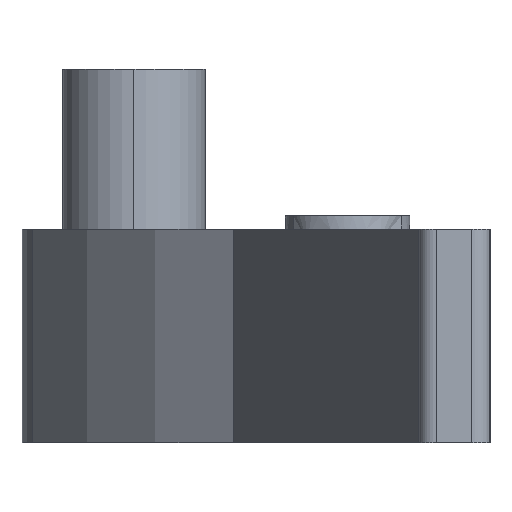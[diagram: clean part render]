
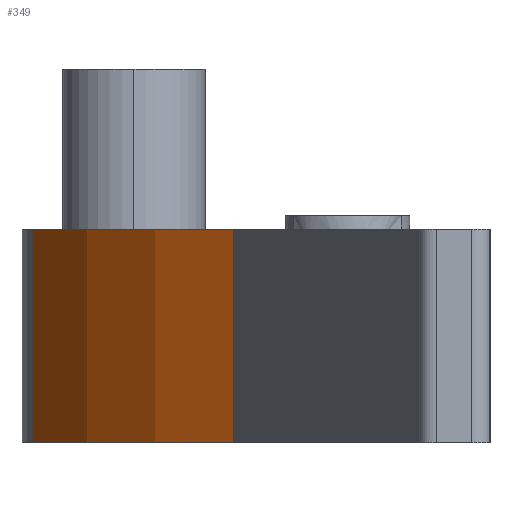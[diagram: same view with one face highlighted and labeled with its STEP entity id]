
A CAD part, left-side view. The second image highlights one B-rep face of the part: STEP entity #349.
In plain terms, the highlighted free-form (B-spline) face has degree [5, 1] with [6, 2] control points.
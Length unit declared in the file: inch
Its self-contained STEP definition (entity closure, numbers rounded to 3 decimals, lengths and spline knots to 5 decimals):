
#77=CARTESIAN_POINT('Vertex',(1.,-0.20005,0.75)) ;
#82=CARTESIAN_POINT('Line Origine',(1.,-0.20005,0.)) ;
#86=CARTESIAN_POINT('Vertex',(1.,-0.20005,-0.75)) ;
#293=CARTESIAN_POINT('Vertex',(2.53561,1.21347,-0.75)) ;
#297=CARTESIAN_POINT('Control Point',(2.53561,1.21347,0.75)) ;
#298=CARTESIAN_POINT('Control Point',(2.53561,1.21347,-0.75)) ;
#299=CARTESIAN_POINT('Vertex',(2.53561,1.21347,0.75)) ;
#315=CARTESIAN_POINT('Control Point',(2.53561,1.21347,-0.75)) ;
#316=CARTESIAN_POINT('Control Point',(2.53561,1.21347,0.75)) ;
#317=CARTESIAN_POINT('Control Point',(2.16584,1.01669,-0.75)) ;
#318=CARTESIAN_POINT('Control Point',(2.16584,1.01669,0.75)) ;
#319=CARTESIAN_POINT('Control Point',(1.81559,0.77031,-0.75)) ;
#320=CARTESIAN_POINT('Control Point',(1.81559,0.77031,0.75)) ;
#321=CARTESIAN_POINT('Control Point',(1.49817,0.47757,-0.75)) ;
#322=CARTESIAN_POINT('Control Point',(1.49817,0.47757,0.75)) ;
#323=CARTESIAN_POINT('Control Point',(1.22512,0.14977,-0.75)) ;
#324=CARTESIAN_POINT('Control Point',(1.22512,0.14977,0.75)) ;
#325=CARTESIAN_POINT('Control Point',(1.,-0.20005,-0.75)) ;
#326=CARTESIAN_POINT('Control Point',(1.,-0.20005,0.75)) ;
#328=CARTESIAN_POINT('Control Point',(2.53561,1.21347,-0.75)) ;
#329=CARTESIAN_POINT('Control Point',(2.16151,1.01438,-0.75)) ;
#330=CARTESIAN_POINT('Control Point',(1.81429,0.76854,-0.75)) ;
#331=CARTESIAN_POINT('Control Point',(1.50125,0.48008,-0.75)) ;
#332=CARTESIAN_POINT('Control Point',(1.22837,0.15483,-0.75)) ;
#333=CARTESIAN_POINT('Control Point',(1.,-0.20005,-0.75)) ;
#336=CARTESIAN_POINT('Control Point',(2.53561,1.21347,0.75)) ;
#337=CARTESIAN_POINT('Control Point',(2.16151,1.01438,0.75)) ;
#338=CARTESIAN_POINT('Control Point',(1.81429,0.76854,0.75)) ;
#339=CARTESIAN_POINT('Control Point',(1.50125,0.48008,0.75)) ;
#340=CARTESIAN_POINT('Control Point',(1.22837,0.15483,0.75)) ;
#341=CARTESIAN_POINT('Control Point',(1.,-0.20005,0.75)) ;
#83=DIRECTION('Vector Direction',(0.,0.,0.039)) ;
#344=ORIENTED_EDGE('',*,*,#301,.T.) ;
#345=ORIENTED_EDGE('',*,*,#334,.T.) ;
#346=ORIENTED_EDGE('',*,*,#88,.T.) ;
#347=ORIENTED_EDGE('',*,*,#342,.F.) ;
#84=VECTOR('Line Direction',#83,0.03937) ;
#349=ADVANCED_FACE('420A STEEL TECH',(#348),#314,.T.) ;
#314=B_SPLINE_SURFACE_WITH_KNOTS('',5,1,((#315,#316),(#317,#318),(#319,#320),(#321,#322),(#323,#324),(#325,#326)),.UNSPECIFIED.,.F.,.F.,.U.,(6,6),(2,2),(49.95788,110.2981),(0.1,38.2),.UNSPECIFIED.) ;
#88=EDGE_CURVE('',#87,#78,#85,.T.) ;
#301=EDGE_CURVE('',#300,#294,#296,.T.) ;
#334=EDGE_CURVE('',#294,#87,#327,.T.) ;
#342=EDGE_CURVE('',#300,#78,#335,.T.) ;
#343=EDGE_LOOP('',(#344,#345,#346,#347)) ;
#348=FACE_OUTER_BOUND('',#343,.T.) ;
#85=LINE('Line',#82,#84) ;
#78=VERTEX_POINT('',#77) ;
#87=VERTEX_POINT('',#86) ;
#294=VERTEX_POINT('',#293) ;
#300=VERTEX_POINT('',#299) ;
#296=(BOUNDED_CURVE()B_SPLINE_CURVE(1,(#297,#298),.UNSPECIFIED.,.F.,.U.)B_SPLINE_CURVE_WITH_KNOTS((2,2),(-1.9,36.2),.UNSPECIFIED.)CURVE()GEOMETRIC_REPRESENTATION_ITEM()RATIONAL_B_SPLINE_CURVE((0.882,0.882))REPRESENTATION_ITEM('')) ;
#327=(BOUNDED_CURVE()B_SPLINE_CURVE(5,(#328,#329,#330,#331,#332,#333),.UNSPECIFIED.,.F.,.U.)B_SPLINE_CURVE_WITH_KNOTS((6,6),(49.95788,110.2981),.UNSPECIFIED.)CURVE()GEOMETRIC_REPRESENTATION_ITEM()RATIONAL_B_SPLINE_CURVE((0.915,0.905,0.9,0.901,0.909,0.922))REPRESENTATION_ITEM('')) ;
#335=(BOUNDED_CURVE()B_SPLINE_CURVE(5,(#336,#337,#338,#339,#340,#341),.UNSPECIFIED.,.F.,.U.)B_SPLINE_CURVE_WITH_KNOTS((6,6),(49.95788,110.2981),.UNSPECIFIED.)CURVE()GEOMETRIC_REPRESENTATION_ITEM()RATIONAL_B_SPLINE_CURVE((0.915,0.905,0.9,0.901,0.909,0.922))REPRESENTATION_ITEM('')) ;
